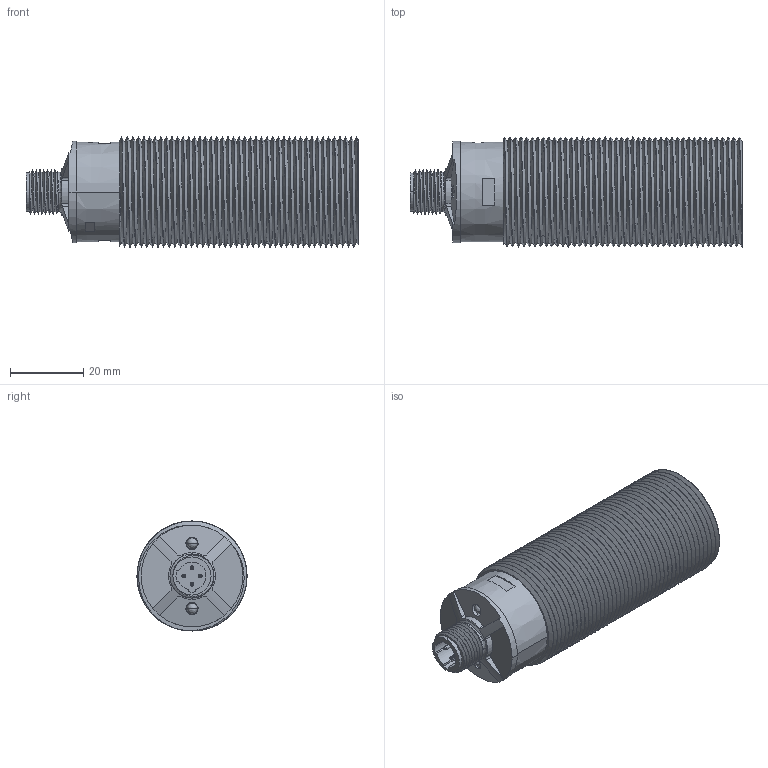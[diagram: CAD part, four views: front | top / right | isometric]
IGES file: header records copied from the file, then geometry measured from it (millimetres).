
Start section:  PTC IGES file: 156677.igs
Global section: file name: 156677.igs; native system: Pro/ENGINEER by Parametric Technology Corporation; preprocessor: 2009141; author: banengservice; organization: Unknown; date: 20110209.094525; units: inch
Bounding box: 90.41 x 29.97 x 29.97 mm (x, y, z)
Volume: 12660.6 mm3; surface area: 25828.1 mm2
Topology: 3 solids, 5 shells, 409 faces, 1031 edges, 662 vertices
Faces by surface type: revolution 250, bspline 159
